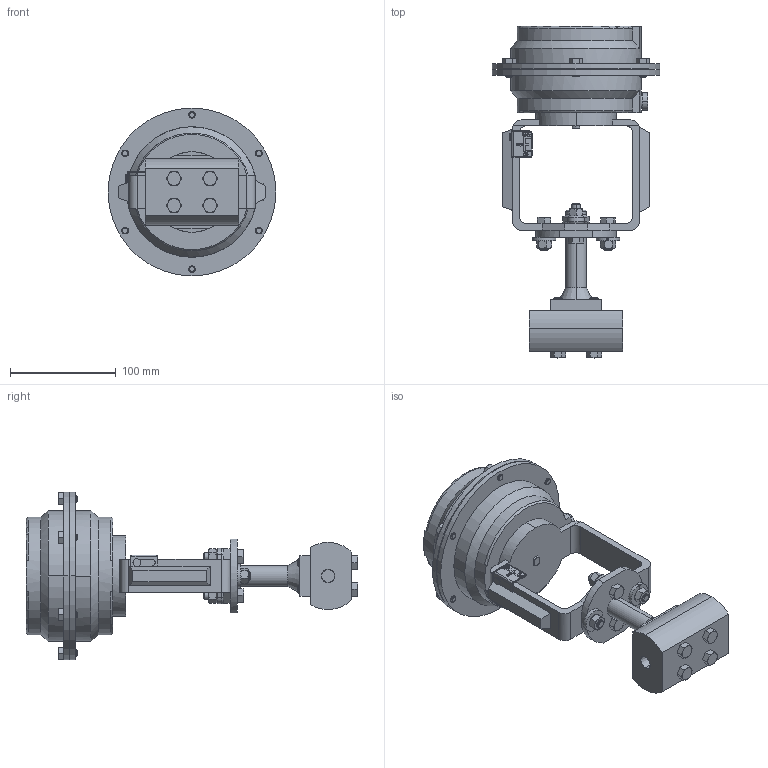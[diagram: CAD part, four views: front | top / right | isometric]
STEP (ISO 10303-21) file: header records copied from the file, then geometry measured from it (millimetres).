
FILE_DESCRIPTION (( 'STEP AP203' ), '1' );
FILE_NAME ('708-025-CB+HC+SB-PT-14M.STEP', '2017-09-12T18:05:41', ( '' ), ( '' ), 'SwSTEP 2.0', 'SolidWorks 2014', '' );
FILE_SCHEMA (( 'CONFIG_CONTROL_DESIGN' ));
Length unit declared in the file: inch
Products named in the file (1): 708-025-CB+HC+SB-PT-14M
Bounding box: 158.75 x 313.87 x 158.75 mm (x, y, z)
Volume: 1440750.3 mm3; surface area: 150076.9 mm2
Topology: 1 solids, 1 shells, 660 faces, 1587 edges, 990 vertices
Faces by surface type: plane 297, cone 173, cylinder 112, bspline 60, torus 18
Entity records: 26583 total; most frequent: CARTESIAN_POINT 11823, ORIENTED_EDGE 3174, DIRECTION 2801, EDGE_CURVE 1587, AXIS2_PLACEMENT_3D 1035, VERTEX_POINT 990, EDGE_LOOP 735, VECTOR 731
